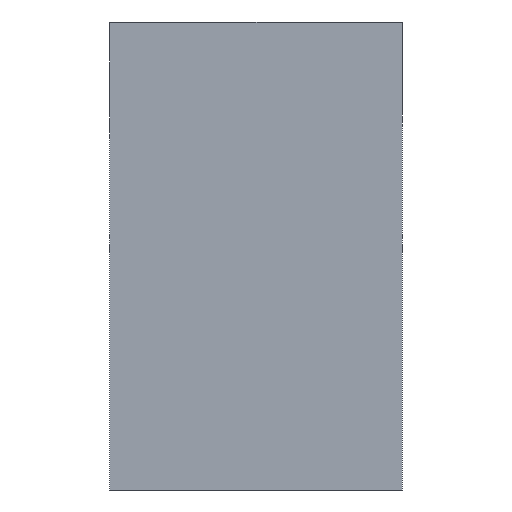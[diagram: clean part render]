
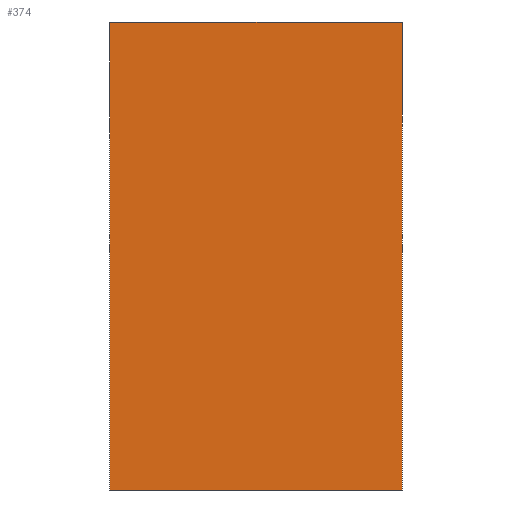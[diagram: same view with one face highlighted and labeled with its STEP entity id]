
A CAD part, left-side view. The second image highlights one B-rep face of the part: STEP entity #374.
In plain terms, the highlighted planar face has unit normal (-1, 0, 0).
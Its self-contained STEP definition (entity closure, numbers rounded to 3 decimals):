
#113=VECTOR('',#441,1.);
#119=VECTOR('',#452,1.);
#123=VECTOR('',#465,1.);
#125=VECTOR('',#468,1.);
#133=LINE('',#595,#113);
#139=LINE('',#610,#119);
#143=LINE('',#624,#123);
#145=LINE('',#628,#125);
#154=PLANE('',#402);
#171=VERTEX_POINT('',#594);
#172=VERTEX_POINT('',#596);
#177=VERTEX_POINT('',#609);
#182=VERTEX_POINT('',#625);
#214=EDGE_CURVE('',#172,#171,#133,.T.);
#222=EDGE_CURVE('',#177,#171,#139,.T.);
#229=EDGE_CURVE('',#182,#172,#143,.T.);
#231=EDGE_CURVE('',#182,#177,#145,.T.);
#297=ORIENTED_EDGE('',*,*,#214,.T.);
#298=ORIENTED_EDGE('',*,*,#222,.F.);
#299=ORIENTED_EDGE('',*,*,#231,.F.);
#300=ORIENTED_EDGE('',*,*,#229,.T.);
#329=EDGE_LOOP('',(#297,#298,#299,#300));
#355=FACE_BOUND('',#329,.T.);
#374=ADVANCED_FACE('',(#355),#154,.T.);
#402=AXIS2_PLACEMENT_3D('',#627,#467,$);
#441=DIRECTION('',(0.,1.,0.));
#452=DIRECTION('',(0.,0.,1.));
#465=DIRECTION('',(0.,0.,1.));
#467=DIRECTION('',(-1.,0.,0.));
#468=DIRECTION('',(0.,1.,0.));
#594=CARTESIAN_POINT('',(0.,20.,32.));
#595=CARTESIAN_POINT('',(0.,0.,32.));
#596=CARTESIAN_POINT('',(0.,0.,32.));
#609=CARTESIAN_POINT('',(0.,20.,0.));
#610=CARTESIAN_POINT('',(0.,20.,0.));
#624=CARTESIAN_POINT('',(0.,0.,0.));
#625=CARTESIAN_POINT('',(0.,0.,0.));
#627=CARTESIAN_POINT('',(0.,10.,0.));
#628=CARTESIAN_POINT('',(0.,0.,0.));
